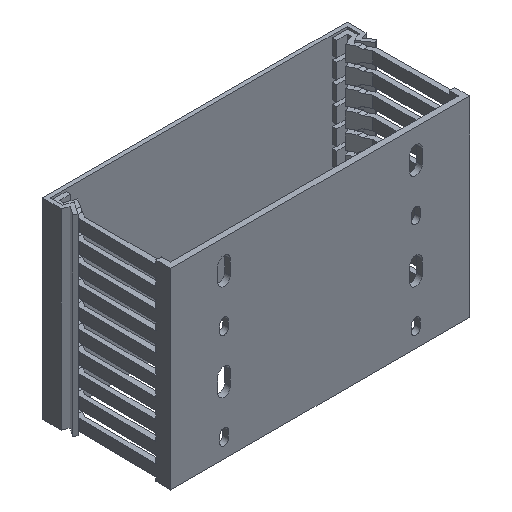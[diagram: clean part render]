
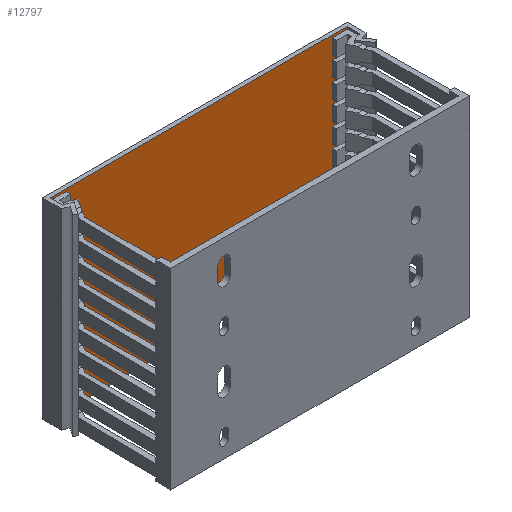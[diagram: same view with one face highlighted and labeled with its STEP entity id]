
A CAD part, isometric view. The second image highlights one B-rep face of the part: STEP entity #12797.
In plain terms, the highlighted planar face has unit normal (0, -1, 0).
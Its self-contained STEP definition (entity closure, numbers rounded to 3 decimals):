
#12428=DIRECTION('',(0.,0.,1.));
#12429=VECTOR('',#12428,100.);
#12430=CARTESIAN_POINT('',(77.4,-2.,0.));
#12431=LINE('2709',#12430,#12429);
#12440=DIRECTION('',(-1.,0.,0.));
#12441=VECTOR('',#12440,154.8);
#12442=CARTESIAN_POINT('',(77.4,-2.,0.));
#12443=LINE('3060',#12442,#12441);
#12444=DIRECTION('',(0.,0.,1.));
#12445=VECTOR('',#12444,100.);
#12446=CARTESIAN_POINT('',(-77.4,-2.,0.));
#12447=LINE('3028',#12446,#12445);
#12448=DIRECTION('',(1.,0.,0.));
#12449=VECTOR('',#12448,154.8);
#12450=CARTESIAN_POINT('',(-77.4,-2.,100.));
#12451=LINE('3061',#12450,#12449);
#12524=CARTESIAN_POINT('',(77.4,-2.,0.));
#12525=CARTESIAN_POINT('',(77.4,-2.,100.));
#12526=VERTEX_POINT('',#12524);
#12527=VERTEX_POINT('',#12525);
#12528=CARTESIAN_POINT('',(-77.4,-2.,0.));
#12529=CARTESIAN_POINT('',(-77.4,-2.,100.));
#12530=VERTEX_POINT('',#12528);
#12531=VERTEX_POINT('',#12529);
#12785=CARTESIAN_POINT('',(-75.9,-2.,0.));
#12786=DIRECTION('',(0.,-1.,0.));
#12787=DIRECTION('',(1.,0.,0.));
#12788=AXIS2_PLACEMENT_3D('',#12785,#12786,#12787);
#12789=PLANE('510',#12788);
#12790=ORIENTED_EDGE('3060',*,*,#12561,.T.);
#12792=ORIENTED_EDGE('3028',*,*,#12791,.T.);
#12793=ORIENTED_EDGE('3061',*,*,#12657,.T.);
#12794=ORIENTED_EDGE('2709',*,*,#12778,.F.);
#12795=EDGE_LOOP('510',(#12790,#12792,#12793,#12794));
#12796=FACE_OUTER_BOUND('510',#12795,.F.);
#12797=ADVANCED_FACE('510',(#12796),#12789,.T.);
#12561=EDGE_CURVE('3060',#12526,#12530,#12443,.T.);
#12657=EDGE_CURVE('3061',#12531,#12527,#12451,.T.);
#12778=EDGE_CURVE('2709',#12526,#12527,#12431,.T.);
#12791=EDGE_CURVE('3028',#12530,#12531,#12447,.T.);
